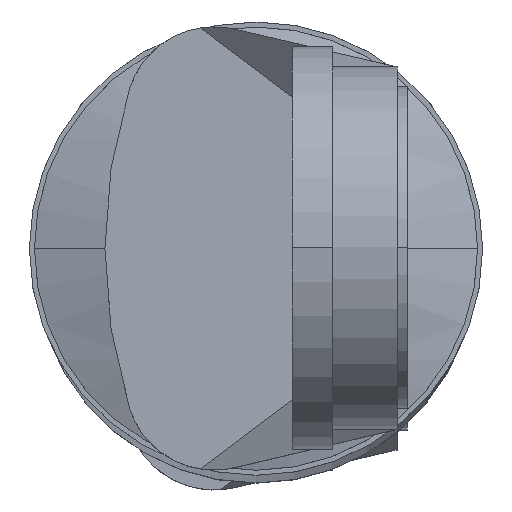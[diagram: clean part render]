
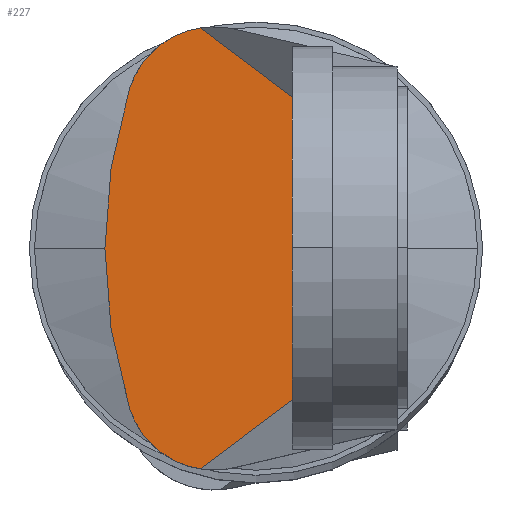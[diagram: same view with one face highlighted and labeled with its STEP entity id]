
A CAD part, top view. The second image highlights one B-rep face of the part: STEP entity #227.
In plain terms, the highlighted planar face has unit normal (0, 0, 1).
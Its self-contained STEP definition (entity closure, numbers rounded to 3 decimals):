
#227=ADVANCED_FACE('',(#522),#521,.F.);
#521=PLANE('',#1320);
#522=FACE_OUTER_BOUND('',#1321,.T.);
#1317=CARTESIAN_POINT('',(5.058,-13.136,92.2));
#1318=DIRECTION('',(0.,0.,-1.));
#1319=DIRECTION('',(-1.,0.,0.));
#1320=AXIS2_PLACEMENT_3D('',#1317,#1318,#1319);
#1321=EDGE_LOOP('',(#1876,#1877,#1878,#1879,#1880,#1881));
#1876=ORIENTED_EDGE('',*,*,#2204,.F.);
#1877=ORIENTED_EDGE('',*,*,#2228,.F.);
#1878=ORIENTED_EDGE('',*,*,#2229,.F.);
#1879=ORIENTED_EDGE('',*,*,#2224,.F.);
#1880=ORIENTED_EDGE('',*,*,#2208,.F.);
#1881=ORIENTED_EDGE('',*,*,#2201,.F.);
#2201=EDGE_CURVE('',#2641,#2648,#2649,.T.);
#2204=EDGE_CURVE('',#2661,#2641,#2668,.T.);
#2208=EDGE_CURVE('',#2648,#2694,#2695,.T.);
#2224=EDGE_CURVE('',#2694,#2799,#2800,.T.);
#2228=EDGE_CURVE('',#2819,#2661,#2826,.T.);
#2229=EDGE_CURVE('',#2799,#2819,#2832,.T.);
#2641=VERTEX_POINT('',#3850);
#2648=VERTEX_POINT('',#3854);
#2649=CIRCLE('',#3858,26.323);
#2661=VERTEX_POINT('',#3862);
#2668=CIRCLE('',#3869,4.397);
#2694=VERTEX_POINT('',#3883);
#2695=CIRCLE('',#3887,4.397);
#2799=VERTEX_POINT('',#3947);
#2800=LINE('',#3948,#3949);
#2819=VERTEX_POINT('',#3958);
#2826=LINE('',#3962,#3963);
#2832=LINE('',#3965,#3966);
#3850=CARTESIAN_POINT('',(-6.278,-7.927,92.2));
#3854=CARTESIAN_POINT('',(-6.278,7.927,92.2));
#3855=CARTESIAN_POINT('',(18.823,0.,92.2));
#3856=DIRECTION('',(0.,0.,-1.));
#3857=DIRECTION('',(1.,0.,0.));
#3858=AXIS2_PLACEMENT_3D('',#3855,#3856,#3857);
#3862=CARTESIAN_POINT('',(-2.766,-10.947,92.2));
#3866=CARTESIAN_POINT('',(-2.085,-6.603,92.2));
#3867=DIRECTION('',(0.,0.,-1.));
#3868=DIRECTION('',(1.,0.,0.));
#3869=AXIS2_PLACEMENT_3D('',#3866,#3867,#3868);
#3883=CARTESIAN_POINT('',(-2.766,10.947,92.2));
#3884=CARTESIAN_POINT('',(-2.085,6.603,92.2));
#3885=DIRECTION('',(0.,0.,-1.));
#3886=DIRECTION('',(1.,0.,0.));
#3887=AXIS2_PLACEMENT_3D('',#3884,#3885,#3886);
#3947=CARTESIAN_POINT('',(3.8,6.,92.2));
#3948=CARTESIAN_POINT('',(-2.766,10.947,92.2));
#3949=VECTOR('',#3950,8.221);
#3950=DIRECTION('',(0.799,-0.602,0.));
#3958=CARTESIAN_POINT('',(3.8,-6.,92.2));
#3962=CARTESIAN_POINT('',(3.8,-6.,92.2));
#3963=VECTOR('',#3964,8.221);
#3964=DIRECTION('',(-0.799,-0.602,0.));
#3965=CARTESIAN_POINT('',(3.8,6.,92.2));
#3966=VECTOR('',#3967,12.);
#3967=DIRECTION('',(0.,-1.,0.));
